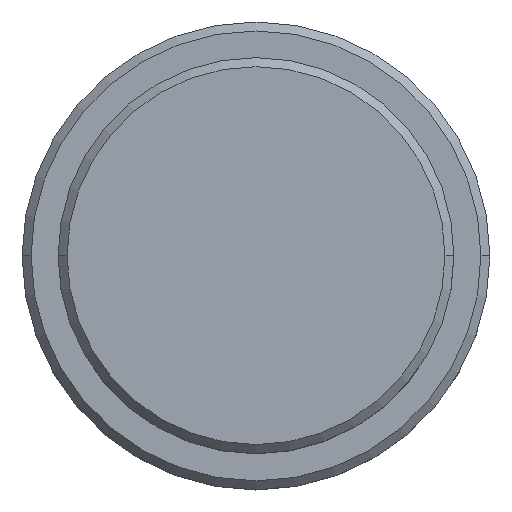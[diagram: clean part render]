
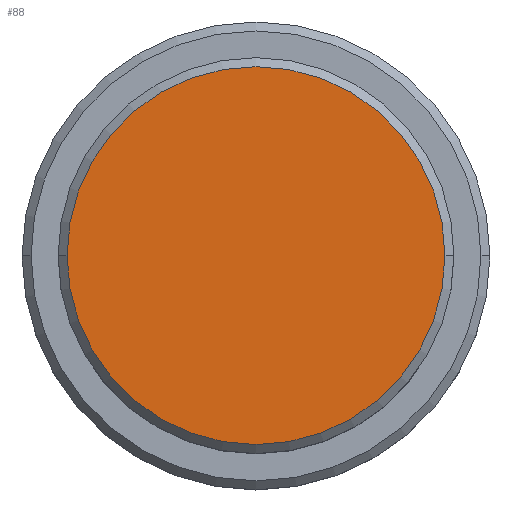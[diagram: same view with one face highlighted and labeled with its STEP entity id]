
A CAD part, top view. The second image highlights one B-rep face of the part: STEP entity #88.
In plain terms, the highlighted planar face has unit normal (0, 0, 1).
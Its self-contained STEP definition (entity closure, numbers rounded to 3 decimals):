
#88 = ADVANCED_FACE ( 'NONE', ( #172 ), #690, .T. ) ;
#113 = ORIENTED_EDGE ( 'NONE', *, *, #1013, .T. ) ;
#142 = DIRECTION ( 'NONE',  ( 1., 0., 0. ) ) ;
#172 = FACE_OUTER_BOUND ( 'NONE', #201, .T. ) ;
#201 = EDGE_LOOP ( 'NONE', ( #885, #113 ) ) ;
#344 = AXIS2_PLACEMENT_3D ( 'NONE', #391, #946, #1045 ) ;
#383 = CARTESIAN_POINT ( 'NONE',  ( 0., 0., 0. ) ) ;
#391 = CARTESIAN_POINT ( 'NONE',  ( 0., 0., 0. ) ) ;
#395 = CARTESIAN_POINT ( 'NONE',  ( -10.5, 0., 0. ) ) ;
#497 = DIRECTION ( 'NONE',  ( 0., 0., 1. ) ) ;
#557 = CARTESIAN_POINT ( 'NONE',  ( 10.5, 0., 0. ) ) ;
#564 = AXIS2_PLACEMENT_3D ( 'NONE', #383, #1125, #142 ) ;
#665 = VERTEX_POINT ( 'NONE', #395 ) ;
#690 = PLANE ( 'NONE',  #564 ) ;
#694 = AXIS2_PLACEMENT_3D ( 'NONE', #1283, #497, #709 ) ;
#709 = DIRECTION ( 'NONE',  ( 1., 0., 0. ) ) ;
#830 = CIRCLE ( 'NONE', #694, 10.5 ) ;
#885 = ORIENTED_EDGE ( 'NONE', *, *, #1018, .T. ) ;
#946 = DIRECTION ( 'NONE',  ( 0., 0., 1. ) ) ;
#1013 = EDGE_CURVE ( 'NONE', #1188, #665, #830, .T. ) ;
#1018 = EDGE_CURVE ( 'NONE', #665, #1188, #1202, .T. ) ;
#1045 = DIRECTION ( 'NONE',  ( 1., 0., 0. ) ) ;
#1125 = DIRECTION ( 'NONE',  ( 0., 0., 1. ) ) ;
#1188 = VERTEX_POINT ( 'NONE', #557 ) ;
#1202 = CIRCLE ( 'NONE', #344, 10.5 ) ;
#1283 = CARTESIAN_POINT ( 'NONE',  ( 0., 0., 0. ) ) ;
